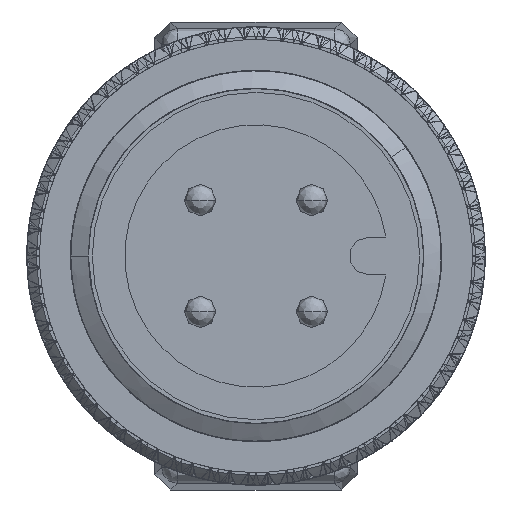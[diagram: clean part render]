
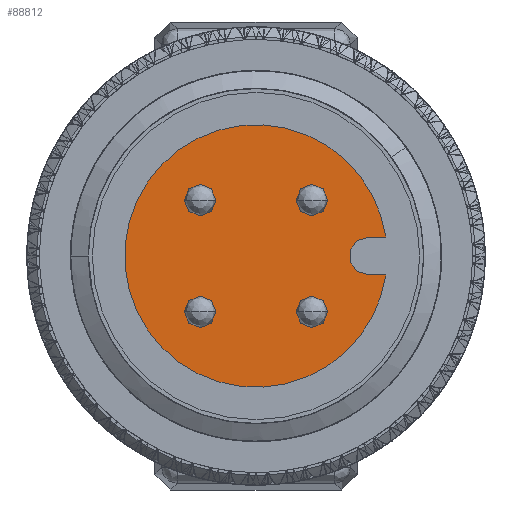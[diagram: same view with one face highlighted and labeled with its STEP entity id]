
A CAD part, left-side view. The second image highlights one B-rep face of the part: STEP entity #88812.
In plain terms, the highlighted planar face has unit normal (-1, 0, 0).
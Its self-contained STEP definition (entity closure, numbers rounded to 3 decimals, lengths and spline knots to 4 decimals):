
#31069=CARTESIAN_POINT('',(-597.6,0.,0.));
#31070=DIRECTION('',(-1.,0.,0.));
#31071=DIRECTION('',(0.,-0.989,0.145));
#31072=AXIS2_PLACEMENT_3D('',#31069,#31070,#31071);
#31087=CARTESIAN_POINT('',(-597.6,-3.55,0.));
#31088=DIRECTION('',(-1.,0.,0.));
#31089=DIRECTION('',(0.,0.,1.));
#31090=AXIS2_PLACEMENT_3D('',#31087,#31088,#31089);
#31092=DIRECTION('',(0.,-1.,0.));
#31093=VECTOR('',#31092,0.5564);
#31094=CARTESIAN_POINT('',(-597.6,-3.55,-0.6));
#31095=LINE('',#31094,#31093);
#31096=DIRECTION('',(0.,1.,0.));
#31097=VECTOR('',#31096,0.5564);
#31098=CARTESIAN_POINT('',(-597.6,-4.1064,0.6));
#31099=LINE('',#31098,#31097);
#31100=CARTESIAN_POINT('',(-597.6,-1.7678,-1.7678));
#31101=DIRECTION('',(1.,0.,0.));
#31102=DIRECTION('',(0.,-1.,0.));
#31103=AXIS2_PLACEMENT_3D('',#31100,#31101,#31102);
#31105=CARTESIAN_POINT('',(-597.6,-1.7678,-1.7678));
#31106=DIRECTION('',(1.,0.,0.));
#31107=DIRECTION('',(0.,1.,0.));
#31108=AXIS2_PLACEMENT_3D('',#31105,#31106,#31107);
#31110=CARTESIAN_POINT('',(-597.6,-1.7678,1.7678));
#31111=DIRECTION('',(1.,0.,0.));
#31112=DIRECTION('',(0.,-1.,0.));
#31113=AXIS2_PLACEMENT_3D('',#31110,#31111,#31112);
#31115=CARTESIAN_POINT('',(-597.6,-1.7678,1.7678));
#31116=DIRECTION('',(1.,0.,0.));
#31117=DIRECTION('',(0.,1.,0.));
#31118=AXIS2_PLACEMENT_3D('',#31115,#31116,#31117);
#31120=CARTESIAN_POINT('',(-597.6,1.7678,1.7678));
#31121=DIRECTION('',(1.,0.,0.));
#31122=DIRECTION('',(0.,-1.,0.));
#31123=AXIS2_PLACEMENT_3D('',#31120,#31121,#31122);
#31125=CARTESIAN_POINT('',(-597.6,1.7678,1.7678));
#31126=DIRECTION('',(1.,0.,0.));
#31127=DIRECTION('',(0.,1.,0.));
#31128=AXIS2_PLACEMENT_3D('',#31125,#31126,#31127);
#31130=CARTESIAN_POINT('',(-597.6,1.7678,-1.7678));
#31131=DIRECTION('',(1.,0.,0.));
#31132=DIRECTION('',(0.,-1.,0.));
#31133=AXIS2_PLACEMENT_3D('',#31130,#31131,#31132);
#31135=CARTESIAN_POINT('',(-597.6,1.7678,-1.7678));
#31136=DIRECTION('',(1.,0.,0.));
#31137=DIRECTION('',(0.,1.,0.));
#31138=AXIS2_PLACEMENT_3D('',#31135,#31136,#31137);
#33628=CARTESIAN_POINT('',(-597.6,-4.1064,0.6));
#33630=VERTEX_POINT('',#33628);
#33631=CARTESIAN_POINT('',(-597.6,-3.55,0.6));
#33632=CARTESIAN_POINT('',(-597.6,-3.55,-0.6));
#33633=VERTEX_POINT('',#33631);
#33634=VERTEX_POINT('',#33632);
#33635=CARTESIAN_POINT('',(-597.6,-4.1064,-0.6));
#33636=VERTEX_POINT('',#33635);
#33645=CARTESIAN_POINT('',(-597.6,-2.2678,-1.7678));
#33646=CARTESIAN_POINT('',(-597.6,-1.2678,-1.7678));
#33647=VERTEX_POINT('',#33645);
#33648=VERTEX_POINT('',#33646);
#33655=CARTESIAN_POINT('',(-597.6,-2.2678,1.7678));
#33656=CARTESIAN_POINT('',(-597.6,-1.2678,1.7678));
#33657=VERTEX_POINT('',#33655);
#33658=VERTEX_POINT('',#33656);
#33665=CARTESIAN_POINT('',(-597.6,1.2678,1.7678));
#33666=CARTESIAN_POINT('',(-597.6,2.2678,1.7678));
#33667=VERTEX_POINT('',#33665);
#33668=VERTEX_POINT('',#33666);
#33675=CARTESIAN_POINT('',(-597.6,1.2678,-1.7678));
#33676=CARTESIAN_POINT('',(-597.6,2.2678,-1.7678));
#33677=VERTEX_POINT('',#33675);
#33678=VERTEX_POINT('',#33676);
#88774=CARTESIAN_POINT('',(-597.6,0.,0.));
#88775=DIRECTION('',(1.,0.,0.));
#88776=DIRECTION('',(0.,-1.,0.));
#88777=AXIS2_PLACEMENT_3D('',#88774,#88775,#88776);
#88778=PLANE('',#88777);
#88780=ORIENTED_EDGE('',*,*,#88779,.T.);
#88782=ORIENTED_EDGE('',*,*,#88781,.T.);
#88783=ORIENTED_EDGE('',*,*,#88764,.F.);
#88785=ORIENTED_EDGE('',*,*,#88784,.T.);
#88786=EDGE_LOOP('',(#88780,#88782,#88783,#88785));
#88787=FACE_OUTER_BOUND('',#88786,.F.);
#88789=ORIENTED_EDGE('',*,*,#88788,.F.);
#88791=ORIENTED_EDGE('',*,*,#88790,.F.);
#88792=EDGE_LOOP('',(#88789,#88791));
#88793=FACE_BOUND('',#88792,.F.);
#88795=ORIENTED_EDGE('',*,*,#88794,.F.);
#88797=ORIENTED_EDGE('',*,*,#88796,.F.);
#88798=EDGE_LOOP('',(#88795,#88797));
#88799=FACE_BOUND('',#88798,.F.);
#88801=ORIENTED_EDGE('',*,*,#88800,.F.);
#88803=ORIENTED_EDGE('',*,*,#88802,.F.);
#88804=EDGE_LOOP('',(#88801,#88803));
#88805=FACE_BOUND('',#88804,.F.);
#88807=ORIENTED_EDGE('',*,*,#88806,.F.);
#88809=ORIENTED_EDGE('',*,*,#88808,.F.);
#88810=EDGE_LOOP('',(#88807,#88809));
#88811=FACE_BOUND('',#88810,.F.);
#88812=ADVANCED_FACE('',(#88787,#88793,#88799,#88805,#88811),#88778,.F.);
#31073=CIRCLE('',#31072,4.15);
#31091=CIRCLE('',#31090,0.6);
#31104=CIRCLE('',#31103,0.5);
#31109=CIRCLE('',#31108,0.5);
#31114=CIRCLE('',#31113,0.5);
#31119=CIRCLE('',#31118,0.5);
#31124=CIRCLE('',#31123,0.5);
#31129=CIRCLE('',#31128,0.5);
#31134=CIRCLE('',#31133,0.5);
#31139=CIRCLE('',#31138,0.5);
#88764=EDGE_CURVE('',#33630,#33636,#31073,.T.);
#88779=EDGE_CURVE('',#33633,#33634,#31091,.T.);
#88781=EDGE_CURVE('',#33634,#33636,#31095,.T.);
#88784=EDGE_CURVE('',#33630,#33633,#31099,.T.);
#88788=EDGE_CURVE('',#33647,#33648,#31104,.T.);
#88790=EDGE_CURVE('',#33648,#33647,#31109,.T.);
#88794=EDGE_CURVE('',#33657,#33658,#31114,.T.);
#88796=EDGE_CURVE('',#33658,#33657,#31119,.T.);
#88800=EDGE_CURVE('',#33667,#33668,#31124,.T.);
#88802=EDGE_CURVE('',#33668,#33667,#31129,.T.);
#88806=EDGE_CURVE('',#33677,#33678,#31134,.T.);
#88808=EDGE_CURVE('',#33678,#33677,#31139,.T.);
